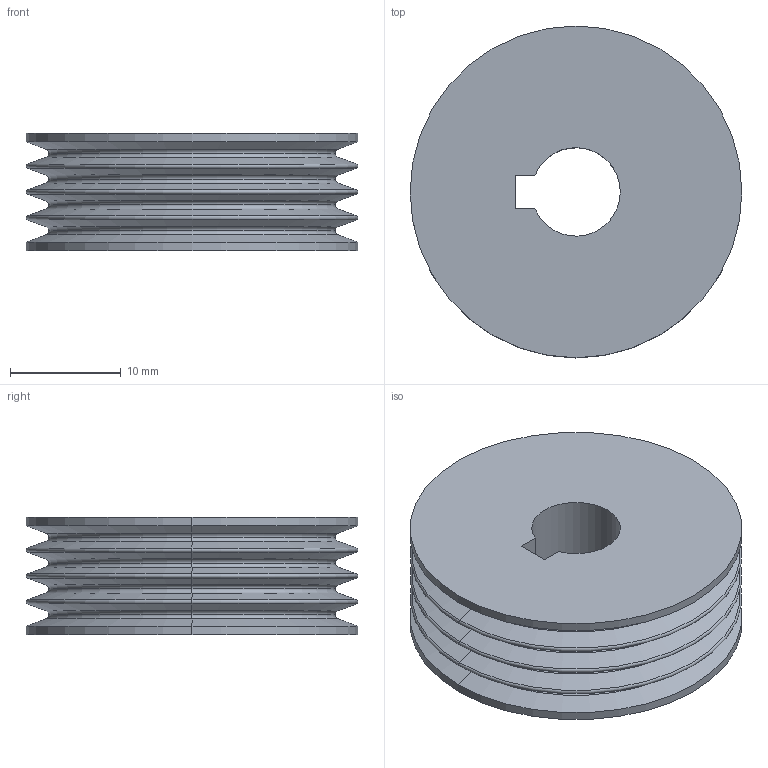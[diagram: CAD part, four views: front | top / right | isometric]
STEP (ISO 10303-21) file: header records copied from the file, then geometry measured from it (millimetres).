
FILE_DESCRIPTION (( 'STEP AP214' ), '1' );
FILE_NAME ('Poulie pour brosse.STEP', '2020-07-31T14:10:44', ( '' ), ( '' ), 'SwSTEP 2.0', 'SolidWorks 2016', '' );
FILE_SCHEMA (( 'AUTOMOTIVE_DESIGN' ));
Length unit declared in the file: millimetre
Products named in the file (1): Poulie pour brosse
Bounding box: 30 x 30 x 10.62 mm (x, y, z)
Volume: 5967.2 mm3; surface area: 3488 mm2
Topology: 1 solids, 1 shells, 48 faces, 98 edges, 52 vertices
Faces by surface type: torus 22, cone 16, cylinder 5, plane 5
Entity records: 1288 total; most frequent: DIRECTION 264, CARTESIAN_POINT 199, ORIENTED_EDGE 196, AXIS2_PLACEMENT_3D 117, EDGE_CURVE 98, CIRCLE 68, VERTEX_POINT 52, EDGE_LOOP 50
